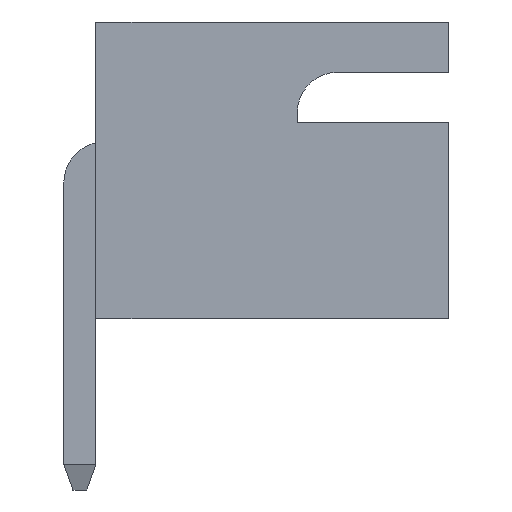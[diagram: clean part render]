
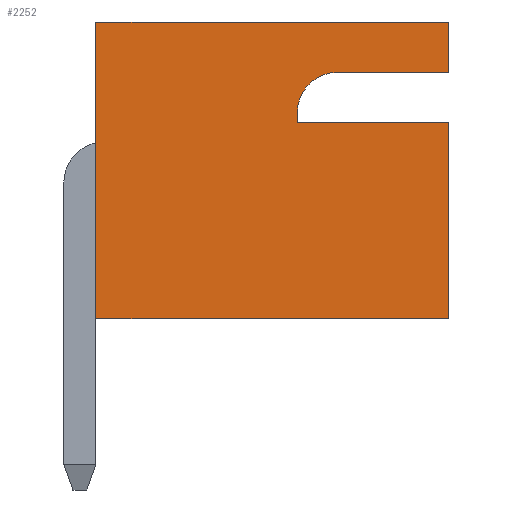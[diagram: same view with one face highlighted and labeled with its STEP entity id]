
A CAD part, left-side view. The second image highlights one B-rep face of the part: STEP entity #2252.
In plain terms, the highlighted planar face has unit normal (-1, 0, 0).
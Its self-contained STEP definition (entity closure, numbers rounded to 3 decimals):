
#234 = CARTESIAN_POINT ( 'NONE',  ( -6.25, -3.82, 1.95 ) ) ;
#382 = VERTEX_POINT ( 'NONE', #9758 ) ;
#583 = ORIENTED_EDGE ( 'NONE', *, *, #13237, .F. ) ;
#697 = LINE ( 'NONE', #6433, #9826 ) ;
#765 = CARTESIAN_POINT ( 'NONE',  ( -6.25, -3.82, 2.95 ) ) ;
#891 = EDGE_CURVE ( 'NONE', #12928, #9223, #15711, .T. ) ;
#941 = EDGE_CURVE ( 'NONE', #17665, #12928, #7750, .T. ) ;
#1004 = VERTEX_POINT ( 'NONE', #10516 ) ;
#1526 = CARTESIAN_POINT ( 'NONE',  ( -6.25, 3.18, 2.95 ) ) ;
#1572 = PLANE ( 'NONE',  #4471 ) ;
#1848 = LINE ( 'NONE', #4513, #2636 ) ;
#1924 = DIRECTION ( 'NONE',  ( 0., 0., 1. ) ) ;
#1996 = VECTOR ( 'NONE', #13236, 1000. ) ;
#2252 = ADVANCED_FACE ( 'NONE', ( #16515 ), #1572, .F. ) ;
#2385 = VECTOR ( 'NONE', #14984, 1000. ) ;
#2506 = CARTESIAN_POINT ( 'NONE',  ( -6.25, 3.18, 2.95 ) ) ;
#2601 = CIRCLE ( 'NONE', #12639, 0.8 ) ;
#2636 = VECTOR ( 'NONE', #3416, 1000. ) ;
#3289 = DIRECTION ( 'NONE',  ( 0., -1., 0. ) ) ;
#3416 = DIRECTION ( 'NONE',  ( 0., 0., 1. ) ) ;
#3443 = ORIENTED_EDGE ( 'NONE', *, *, #4133, .T. ) ;
#4036 = DIRECTION ( 'NONE',  ( 1., 0., 0. ) ) ;
#4133 = EDGE_CURVE ( 'NONE', #382, #10400, #697, .T. ) ;
#4471 = AXIS2_PLACEMENT_3D ( 'NONE', #13027, #7393, #1924 ) ;
#4513 = CARTESIAN_POINT ( 'NONE',  ( -6.25, -0.82, 0.95 ) ) ;
#4650 = LINE ( 'NONE', #15563, #12683 ) ;
#5112 = VECTOR ( 'NONE', #11775, 1000. ) ;
#5591 = ORIENTED_EDGE ( 'NONE', *, *, #16488, .T. ) ;
#5950 = CARTESIAN_POINT ( 'NONE',  ( -6.25, -3.82, -2.95 ) ) ;
#6033 = VERTEX_POINT ( 'NONE', #13226 ) ;
#6430 = ORIENTED_EDGE ( 'NONE', *, *, #15918, .T. ) ;
#6433 = CARTESIAN_POINT ( 'NONE',  ( -6.25, -3.82, -2.95 ) ) ;
#6464 = EDGE_CURVE ( 'NONE', #13696, #1004, #2601, .T. ) ;
#6523 = ORIENTED_EDGE ( 'NONE', *, *, #6464, .T. ) ;
#7003 = EDGE_CURVE ( 'NONE', #6033, #13696, #1848, .T. ) ;
#7032 = LINE ( 'NONE', #16318, #2385 ) ;
#7393 = DIRECTION ( 'NONE',  ( 1., 0., 0. ) ) ;
#7750 = LINE ( 'NONE', #14294, #13667 ) ;
#7767 = DIRECTION ( 'NONE',  ( 0., -1., 0. ) ) ;
#8161 = DIRECTION ( 'NONE',  ( 0., 0., -1. ) ) ;
#8618 = ORIENTED_EDGE ( 'NONE', *, *, #7003, .T. ) ;
#9223 = VERTEX_POINT ( 'NONE', #234 ) ;
#9413 = ORIENTED_EDGE ( 'NONE', *, *, #891, .F. ) ;
#9758 = CARTESIAN_POINT ( 'NONE',  ( -6.25, 3.18, -2.95 ) ) ;
#9826 = VECTOR ( 'NONE', #7767, 1000. ) ;
#10035 = ORIENTED_EDGE ( 'NONE', *, *, #17682, .T. ) ;
#10274 = LINE ( 'NONE', #13145, #1996 ) ;
#10343 = DIRECTION ( 'NONE',  ( 0., -1., 0. ) ) ;
#10400 = VERTEX_POINT ( 'NONE', #5950 ) ;
#10516 = CARTESIAN_POINT ( 'NONE',  ( -6.25, -1.62, 1.95 ) ) ;
#10573 = VECTOR ( 'NONE', #12453, 1000. ) ;
#11775 = DIRECTION ( 'NONE',  ( 0., 0., -1. ) ) ;
#11845 = VERTEX_POINT ( 'NONE', #14944 ) ;
#12453 = DIRECTION ( 'NONE',  ( 0., 0., -1. ) ) ;
#12639 = AXIS2_PLACEMENT_3D ( 'NONE', #16319, #4036, #8161 ) ;
#12683 = VECTOR ( 'NONE', #3289, 1000. ) ;
#12928 = VERTEX_POINT ( 'NONE', #14329 ) ;
#13027 = CARTESIAN_POINT ( 'NONE',  ( -6.25, -3.82, 2.95 ) ) ;
#13145 = CARTESIAN_POINT ( 'NONE',  ( -6.25, -3.82, 2.95 ) ) ;
#13226 = CARTESIAN_POINT ( 'NONE',  ( -6.25, -0.82, 0.95 ) ) ;
#13236 = DIRECTION ( 'NONE',  ( 0., 0., -1. ) ) ;
#13237 = EDGE_CURVE ( 'NONE', #11845, #10400, #10274, .T. ) ;
#13667 = VECTOR ( 'NONE', #10343, 1000. ) ;
#13696 = VERTEX_POINT ( 'NONE', #16846 ) ;
#14269 = ORIENTED_EDGE ( 'NONE', *, *, #941, .F. ) ;
#14294 = CARTESIAN_POINT ( 'NONE',  ( -6.25, -3.82, 2.95 ) ) ;
#14329 = CARTESIAN_POINT ( 'NONE',  ( -6.25, -3.82, 2.95 ) ) ;
#14944 = CARTESIAN_POINT ( 'NONE',  ( -6.25, -3.82, 0.95 ) ) ;
#14984 = DIRECTION ( 'NONE',  ( 0., 1., 0. ) ) ;
#15563 = CARTESIAN_POINT ( 'NONE',  ( -6.25, -3.82, 1.95 ) ) ;
#15711 = LINE ( 'NONE', #765, #5112 ) ;
#15918 = EDGE_CURVE ( 'NONE', #1004, #9223, #4650, .T. ) ;
#16200 = EDGE_LOOP ( 'NONE', ( #6523, #6430, #9413, #14269, #10035, #3443, #583, #5591, #8618 ) ) ;
#16318 = CARTESIAN_POINT ( 'NONE',  ( -6.25, -3.82, 0.95 ) ) ;
#16319 = CARTESIAN_POINT ( 'NONE',  ( -6.25, -1.62, 1.15 ) ) ;
#16475 = LINE ( 'NONE', #1526, #10573 ) ;
#16488 = EDGE_CURVE ( 'NONE', #11845, #6033, #7032, .T. ) ;
#16515 = FACE_OUTER_BOUND ( 'NONE', #16200, .T. ) ;
#16846 = CARTESIAN_POINT ( 'NONE',  ( -6.25, -0.82, 1.15 ) ) ;
#17665 = VERTEX_POINT ( 'NONE', #2506 ) ;
#17682 = EDGE_CURVE ( 'NONE', #17665, #382, #16475, .T. ) ;
